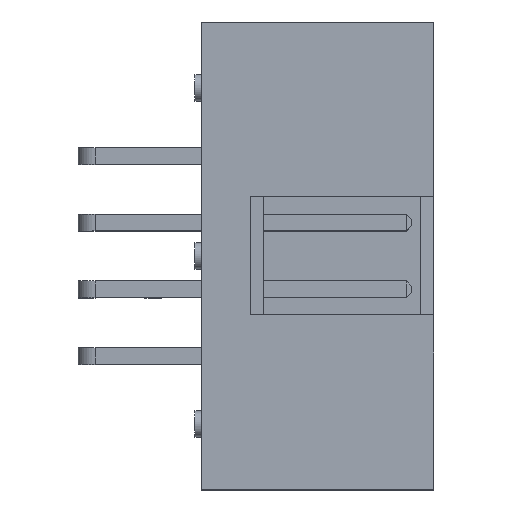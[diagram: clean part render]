
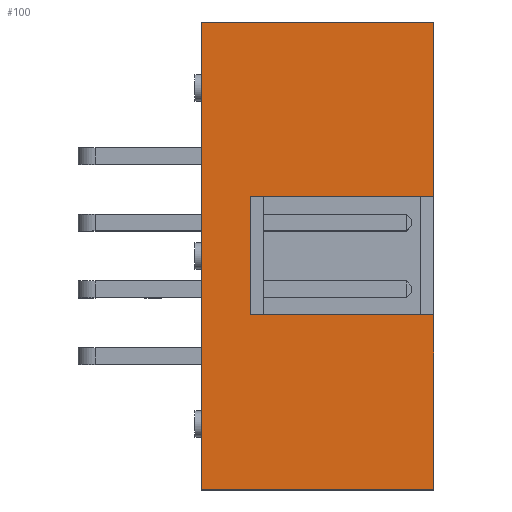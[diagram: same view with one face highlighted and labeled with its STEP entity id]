
A CAD part, top view. The second image highlights one B-rep face of the part: STEP entity #100.
In plain terms, the highlighted planar face has unit normal (0, 0, 1).
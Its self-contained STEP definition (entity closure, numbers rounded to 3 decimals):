
#32 = EDGE_CURVE('',#33,#35,#37,.T.);
#33 = VERTEX_POINT('',#34);
#34 = CARTESIAN_POINT('',(4.38,-12.72,9.095));
#35 = VERTEX_POINT('',#36);
#36 = CARTESIAN_POINT('',(13.23,-12.72,9.095));
#37 = LINE('',#38,#39);
#38 = CARTESIAN_POINT('',(6.73,-12.72,9.095));
#39 = VECTOR('',#40,1.);
#40 = DIRECTION('',(1.,0.,0.));
#100 = ADVANCED_FACE('',(#101),#158,.T.);
#101 = FACE_BOUND('',#102,.T.);
#102 = EDGE_LOOP('',(#103,#113,#119,#120,#128,#136,#144,#152));
#103 = ORIENTED_EDGE('',*,*,#104,.F.);
#104 = EDGE_CURVE('',#105,#107,#109,.T.);
#105 = VERTEX_POINT('',#106);
#106 = CARTESIAN_POINT('',(4.38,5.1,9.095));
#107 = VERTEX_POINT('',#108);
#108 = CARTESIAN_POINT('',(13.23,5.1,9.095));
#109 = LINE('',#110,#111);
#110 = CARTESIAN_POINT('',(4.38,5.1,9.095));
#111 = VECTOR('',#112,1.);
#112 = DIRECTION('',(1.,0.,0.));
#113 = ORIENTED_EDGE('',*,*,#114,.T.);
#114 = EDGE_CURVE('',#105,#33,#115,.T.);
#115 = LINE('',#116,#117);
#116 = CARTESIAN_POINT('',(4.38,5.1,9.095));
#117 = VECTOR('',#118,1.);
#118 = DIRECTION('',(0.,-1.,0.));
#119 = ORIENTED_EDGE('',*,*,#32,.T.);
#120 = ORIENTED_EDGE('',*,*,#121,.F.);
#121 = EDGE_CURVE('',#122,#35,#124,.T.);
#122 = VERTEX_POINT('',#123);
#123 = CARTESIAN_POINT('',(13.23,-6.06,9.095));
#124 = LINE('',#125,#126);
#125 = CARTESIAN_POINT('',(13.23,5.1,9.095));
#126 = VECTOR('',#127,1.);
#127 = DIRECTION('',(0.,-1.,0.));
#128 = ORIENTED_EDGE('',*,*,#129,.T.);
#129 = EDGE_CURVE('',#122,#130,#132,.T.);
#130 = VERTEX_POINT('',#131);
#131 = CARTESIAN_POINT('',(6.23,-6.06,9.095));
#132 = LINE('',#133,#134);
#133 = CARTESIAN_POINT('',(5.305,-6.06,9.095));
#134 = VECTOR('',#135,1.);
#135 = DIRECTION('',(-1.,0.,0.));
#136 = ORIENTED_EDGE('',*,*,#137,.F.);
#137 = EDGE_CURVE('',#138,#130,#140,.T.);
#138 = VERTEX_POINT('',#139);
#139 = CARTESIAN_POINT('',(6.23,-1.56,9.095));
#140 = LINE('',#141,#142);
#141 = CARTESIAN_POINT('',(6.23,-0.48,9.095));
#142 = VECTOR('',#143,1.);
#143 = DIRECTION('',(0.,-1.,0.));
#144 = ORIENTED_EDGE('',*,*,#145,.T.);
#145 = EDGE_CURVE('',#138,#146,#148,.T.);
#146 = VERTEX_POINT('',#147);
#147 = CARTESIAN_POINT('',(13.23,-1.56,9.095));
#148 = LINE('',#149,#150);
#149 = CARTESIAN_POINT('',(5.305,-1.56,9.095));
#150 = VECTOR('',#151,1.);
#151 = DIRECTION('',(1.,0.,0.));
#152 = ORIENTED_EDGE('',*,*,#153,.F.);
#153 = EDGE_CURVE('',#107,#146,#154,.T.);
#154 = LINE('',#155,#156);
#155 = CARTESIAN_POINT('',(13.23,5.1,9.095));
#156 = VECTOR('',#157,1.);
#157 = DIRECTION('',(0.,-1.,0.));
#158 = PLANE('',#159);
#159 = AXIS2_PLACEMENT_3D('',#160,#161,#162);
#160 = CARTESIAN_POINT('',(4.38,5.1,9.095));
#161 = DIRECTION('',(0.,0.,1.));
#162 = DIRECTION('',(-1.,0.,0.));
